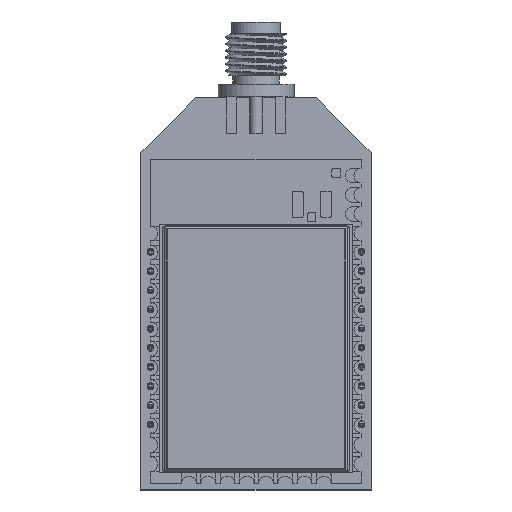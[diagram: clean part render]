
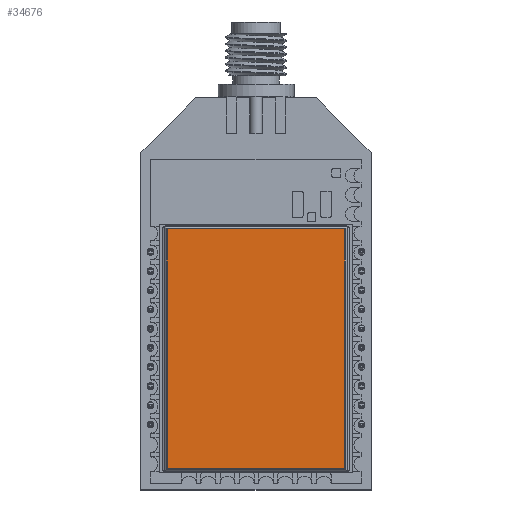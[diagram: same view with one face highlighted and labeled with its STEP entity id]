
A CAD part, top view. The second image highlights one B-rep face of the part: STEP entity #34676.
In plain terms, the highlighted face is planar.
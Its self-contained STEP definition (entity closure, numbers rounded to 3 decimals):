
#34676 = ADVANCED_FACE('',(#34677),#34691,.T.);
#34677 = FACE_BOUND('',#34678,.T.);
#34678 = EDGE_LOOP('',(#34679,#34714,#34742,#34770));
#34679 = ORIENTED_EDGE('',*,*,#34680,.T.);
#34680 = EDGE_CURVE('',#34681,#34683,#34685,.T.);
#34681 = VERTEX_POINT('',#34682);
#34682 = CARTESIAN_POINT('',(9.269,3.061,-1.551));
#34683 = VERTEX_POINT('',#34684);
#34684 = CARTESIAN_POINT('',(9.269,3.061,-26.541));
#34685 = SURFACE_CURVE('',#34686,(#34690,#34702),.PCURVE_S1.);
#34686 = LINE('',#34687,#34688);
#34687 = CARTESIAN_POINT('',(9.269,3.061,0.)
  );
#34688 = VECTOR('',#34689,1.);
#34689 = DIRECTION('',(0.,0.,-1.));
#34690 = PCURVE('',#34691,#34696);
#34691 = PLANE('',#34692);
#34692 = AXIS2_PLACEMENT_3D('',#34693,#34694,#34695);
#34693 = CARTESIAN_POINT('',(0.,3.061,0.));
#34694 = DIRECTION('',(0.,1.,0.));
#34695 = DIRECTION('',(0.,0.,1.));
#34696 = DEFINITIONAL_REPRESENTATION('',(#34697),#34701);
#34697 = LINE('',#34698,#34699);
#34698 = CARTESIAN_POINT('',(0.,9.269));
#34699 = VECTOR('',#34700,1.);
#34700 = DIRECTION('',(-1.,0.));
#34701 = ( GEOMETRIC_REPRESENTATION_CONTEXT(2) 
PARAMETRIC_REPRESENTATION_CONTEXT() REPRESENTATION_CONTEXT('2D SPACE',''
  ) );
#34702 = PCURVE('',#34703,#34708);
#34703 = CYLINDRICAL_SURFACE('',#34704,0.127);
#34704 = AXIS2_PLACEMENT_3D('',#34705,#34706,#34707);
#34705 = CARTESIAN_POINT('',(9.269,2.934,0.)
  );
#34706 = DIRECTION('',(0.,0.,-1.));
#34707 = DIRECTION('',(-1.,0.,0.));
#34708 = DEFINITIONAL_REPRESENTATION('',(#34709),#34713);
#34709 = LINE('',#34710,#34711);
#34710 = CARTESIAN_POINT('',(1.571,0.));
#34711 = VECTOR('',#34712,1.);
#34712 = DIRECTION('',(0.,1.));
#34713 = ( GEOMETRIC_REPRESENTATION_CONTEXT(2) 
PARAMETRIC_REPRESENTATION_CONTEXT() REPRESENTATION_CONTEXT('2D SPACE',''
  ) );
#34714 = ORIENTED_EDGE('',*,*,#34715,.T.);
#34715 = EDGE_CURVE('',#34683,#34716,#34718,.T.);
#34716 = VERTEX_POINT('',#34717);
#34717 = CARTESIAN_POINT('',(-9.269,3.061,-26.541));
#34718 = SURFACE_CURVE('',#34719,(#34723,#34730),.PCURVE_S1.);
#34719 = LINE('',#34720,#34721);
#34720 = CARTESIAN_POINT('',(0.,3.061,-26.541));
#34721 = VECTOR('',#34722,1.);
#34722 = DIRECTION('',(-1.,0.,0.));
#34723 = PCURVE('',#34691,#34724);
#34724 = DEFINITIONAL_REPRESENTATION('',(#34725),#34729);
#34725 = LINE('',#34726,#34727);
#34726 = CARTESIAN_POINT('',(-26.541,0.));
#34727 = VECTOR('',#34728,1.);
#34728 = DIRECTION('',(0.,-1.));
#34729 = ( GEOMETRIC_REPRESENTATION_CONTEXT(2) 
PARAMETRIC_REPRESENTATION_CONTEXT() REPRESENTATION_CONTEXT('2D SPACE',''
  ) );
#34730 = PCURVE('',#34731,#34736);
#34731 = CYLINDRICAL_SURFACE('',#34732,0.127);
#34732 = AXIS2_PLACEMENT_3D('',#34733,#34734,#34735);
#34733 = CARTESIAN_POINT('',(0.,2.934,-26.541));
#34734 = DIRECTION('',(1.,0.,0.));
#34735 = DIRECTION('',(0.,0.,-1.));
#34736 = DEFINITIONAL_REPRESENTATION('',(#34737),#34741);
#34737 = LINE('',#34738,#34739);
#34738 = CARTESIAN_POINT('',(1.571,0.));
#34739 = VECTOR('',#34740,1.);
#34740 = DIRECTION('',(0.,-1.));
#34741 = ( GEOMETRIC_REPRESENTATION_CONTEXT(2) 
PARAMETRIC_REPRESENTATION_CONTEXT() REPRESENTATION_CONTEXT('2D SPACE',''
  ) );
#34742 = ORIENTED_EDGE('',*,*,#34743,.T.);
#34743 = EDGE_CURVE('',#34716,#34744,#34746,.T.);
#34744 = VERTEX_POINT('',#34745);
#34745 = CARTESIAN_POINT('',(-9.269,3.061,-1.551));
#34746 = SURFACE_CURVE('',#34747,(#34751,#34758),.PCURVE_S1.);
#34747 = LINE('',#34748,#34749);
#34748 = CARTESIAN_POINT('',(-9.269,3.061,0.));
#34749 = VECTOR('',#34750,1.);
#34750 = DIRECTION('',(0.,0.,1.));
#34751 = PCURVE('',#34691,#34752);
#34752 = DEFINITIONAL_REPRESENTATION('',(#34753),#34757);
#34753 = LINE('',#34754,#34755);
#34754 = CARTESIAN_POINT('',(0.,-9.269));
#34755 = VECTOR('',#34756,1.);
#34756 = DIRECTION('',(1.,0.));
#34757 = ( GEOMETRIC_REPRESENTATION_CONTEXT(2) 
PARAMETRIC_REPRESENTATION_CONTEXT() REPRESENTATION_CONTEXT('2D SPACE',''
  ) );
#34758 = PCURVE('',#34759,#34764);
#34759 = CYLINDRICAL_SURFACE('',#34760,0.127);
#34760 = AXIS2_PLACEMENT_3D('',#34761,#34762,#34763);
#34761 = CARTESIAN_POINT('',(-9.269,2.934,0.));
#34762 = DIRECTION('',(0.,0.,-1.));
#34763 = DIRECTION('',(-1.,0.,0.));
#34764 = DEFINITIONAL_REPRESENTATION('',(#34765),#34769);
#34765 = LINE('',#34766,#34767);
#34766 = CARTESIAN_POINT('',(1.571,0.));
#34767 = VECTOR('',#34768,1.);
#34768 = DIRECTION('',(0.,-1.));
#34769 = ( GEOMETRIC_REPRESENTATION_CONTEXT(2) 
PARAMETRIC_REPRESENTATION_CONTEXT() REPRESENTATION_CONTEXT('2D SPACE',''
  ) );
#34770 = ORIENTED_EDGE('',*,*,#34771,.T.);
#34771 = EDGE_CURVE('',#34744,#34681,#34772,.T.);
#34772 = SURFACE_CURVE('',#34773,(#34777,#34784),.PCURVE_S1.);
#34773 = LINE('',#34774,#34775);
#34774 = CARTESIAN_POINT('',(0.,3.061,-1.551));
#34775 = VECTOR('',#34776,1.);
#34776 = DIRECTION('',(1.,0.,0.));
#34777 = PCURVE('',#34691,#34778);
#34778 = DEFINITIONAL_REPRESENTATION('',(#34779),#34783);
#34779 = LINE('',#34780,#34781);
#34780 = CARTESIAN_POINT('',(-1.551,0.));
#34781 = VECTOR('',#34782,1.);
#34782 = DIRECTION('',(0.,1.));
#34783 = ( GEOMETRIC_REPRESENTATION_CONTEXT(2) 
PARAMETRIC_REPRESENTATION_CONTEXT() REPRESENTATION_CONTEXT('2D SPACE',''
  ) );
#34784 = PCURVE('',#34785,#34790);
#34785 = CYLINDRICAL_SURFACE('',#34786,0.127);
#34786 = AXIS2_PLACEMENT_3D('',#34787,#34788,#34789);
#34787 = CARTESIAN_POINT('',(0.,2.934,-1.551));
#34788 = DIRECTION('',(1.,0.,0.));
#34789 = DIRECTION('',(0.,0.,-1.));
#34790 = DEFINITIONAL_REPRESENTATION('',(#34791),#34795);
#34791 = LINE('',#34792,#34793);
#34792 = CARTESIAN_POINT('',(1.571,0.));
#34793 = VECTOR('',#34794,1.);
#34794 = DIRECTION('',(0.,1.));
#34795 = ( GEOMETRIC_REPRESENTATION_CONTEXT(2) 
PARAMETRIC_REPRESENTATION_CONTEXT() REPRESENTATION_CONTEXT('2D SPACE',''
  ) );
